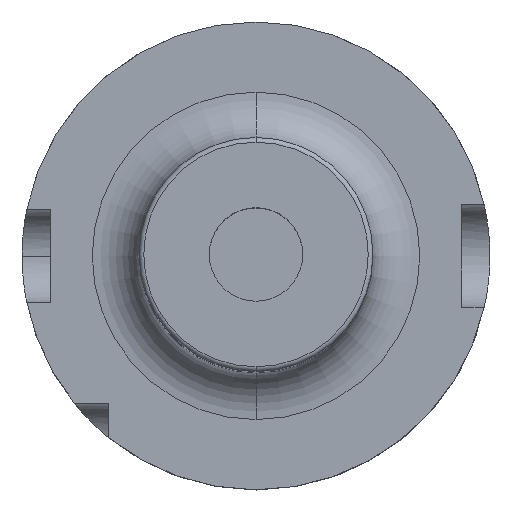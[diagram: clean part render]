
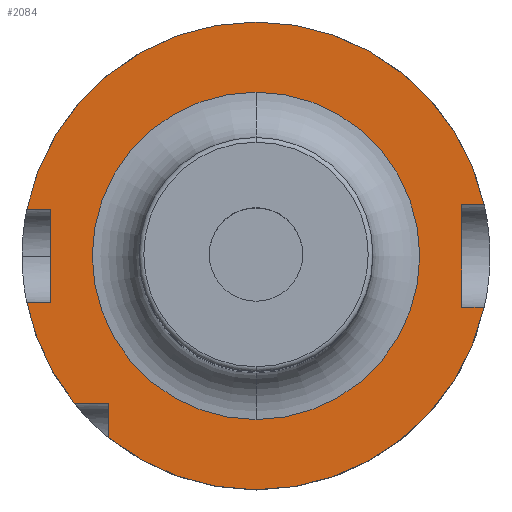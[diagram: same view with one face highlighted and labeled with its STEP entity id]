
A CAD part, top view. The second image highlights one B-rep face of the part: STEP entity #2084.
In plain terms, the highlighted planar face has unit normal (0, 0, 1).
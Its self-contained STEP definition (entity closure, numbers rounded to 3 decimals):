
#4 = EDGE_CURVE ( 'NONE', #1777, #2947, #2870, .T. ) ;
#10 = DIRECTION ( 'NONE',  ( 0., -1., 0. ) ) ;
#37 = AXIS2_PLACEMENT_3D ( 'NONE', #953, #1928, #2685 ) ;
#45 = VECTOR ( 'NONE', #2588, 1000. ) ;
#54 = ORIENTED_EDGE ( 'NONE', *, *, #1239, .T. ) ;
#120 = LINE ( 'NONE', #682, #2572 ) ;
#127 = ORIENTED_EDGE ( 'NONE', *, *, #1314, .F. ) ;
#172 = CARTESIAN_POINT ( 'NONE',  ( 44., 11., 29. ) ) ;
#204 = CARTESIAN_POINT ( 'NONE',  ( 0., 0., 29. ) ) ;
#206 = ORIENTED_EDGE ( 'NONE', *, *, #2861, .T. ) ;
#215 = DIRECTION ( 'NONE',  ( 0., 0., -1. ) ) ;
#254 = DIRECTION ( 'NONE',  ( 0., 1., 0. ) ) ;
#265 = LINE ( 'NONE', #2150, #854 ) ;
#275 = VERTEX_POINT ( 'NONE', #2852 ) ;
#293 = CARTESIAN_POINT ( 'NONE',  ( -48.99, 10., 29. ) ) ;
#347 = EDGE_CURVE ( 'NONE', #1567, #2801, #265, .T. ) ;
#444 = DIRECTION ( 'NONE',  ( 0., 0., 1. ) ) ;
#459 = CIRCLE ( 'NONE', #37, 50. ) ;
#475 = DIRECTION ( 'NONE',  ( 0., 1., 0. ) ) ;
#482 = ORIENTED_EDGE ( 'NONE', *, *, #1839, .F. ) ;
#497 = CARTESIAN_POINT ( 'NONE',  ( -48.99, -10., 29. ) ) ;
#513 = CARTESIAN_POINT ( 'NONE',  ( -31.5, -38.83, 29. ) ) ;
#517 = EDGE_CURVE ( 'NONE', #2060, #1657, #1838, .T. ) ;
#553 = DIRECTION ( 'NONE',  ( 0., 0., -1. ) ) ;
#677 = FACE_BOUND ( 'NONE', #1312, .T. ) ;
#682 = CARTESIAN_POINT ( 'NONE',  ( 0., -31.5, 29. ) ) ;
#718 = VECTOR ( 'NONE', #2356, 1000. ) ;
#728 = CARTESIAN_POINT ( 'NONE',  ( -31.5, 25., 29. ) ) ;
#750 = LINE ( 'NONE', #1685, #718 ) ;
#836 = VERTEX_POINT ( 'NONE', #1823 ) ;
#846 = DIRECTION ( 'NONE',  ( 0., -1., 0. ) ) ;
#854 = VECTOR ( 'NONE', #2413, 1000. ) ;
#858 = CARTESIAN_POINT ( 'NONE',  ( 0., 0., 29. ) ) ;
#876 = EDGE_LOOP ( 'NONE', ( #127, #1265, #1137, #2546, #482, #1305, #1627, #1386, #2476, #54, #2769, #2732 ) ) ;
#886 = CARTESIAN_POINT ( 'NONE',  ( -44., -10., 29. ) ) ;
#919 = VECTOR ( 'NONE', #1746, 1000. ) ;
#923 = CIRCLE ( 'NONE', #1288, 35. ) ;
#932 = CARTESIAN_POINT ( 'NONE',  ( 0., 25., 29. ) ) ;
#936 = VERTEX_POINT ( 'NONE', #1605 ) ;
#953 = CARTESIAN_POINT ( 'NONE',  ( 0., 0., 29. ) ) ;
#983 = DIRECTION ( 'NONE',  ( 0., 1., 0. ) ) ;
#990 = EDGE_CURVE ( 'NONE', #836, #275, #1973, .T. ) ;
#995 = LINE ( 'NONE', #2199, #919 ) ;
#1080 = CARTESIAN_POINT ( 'NONE',  ( -44., 10., 29. ) ) ;
#1092 = EDGE_CURVE ( 'NONE', #2947, #2917, #750, .T. ) ;
#1135 = VERTEX_POINT ( 'NONE', #172 ) ;
#1137 = ORIENTED_EDGE ( 'NONE', *, *, #2657, .F. ) ;
#1143 = DIRECTION ( 'NONE',  ( 0., 0., -1. ) ) ;
#1154 = VECTOR ( 'NONE', #254, 1000. ) ;
#1173 = PLANE ( 'NONE',  #2893 ) ;
#1182 = AXIS2_PLACEMENT_3D ( 'NONE', #858, #2694, #2653 ) ;
#1236 = CARTESIAN_POINT ( 'NONE',  ( 48.775, 11., 29. ) ) ;
#1239 = EDGE_CURVE ( 'NONE', #1567, #2917, #1364, .T. ) ;
#1265 = ORIENTED_EDGE ( 'NONE', *, *, #517, .F. ) ;
#1288 = AXIS2_PLACEMENT_3D ( 'NONE', #204, #215, #846 ) ;
#1305 = ORIENTED_EDGE ( 'NONE', *, *, #2331, .T. ) ;
#1312 = EDGE_LOOP ( 'NONE', ( #2333, #206 ) ) ;
#1314 = EDGE_CURVE ( 'NONE', #1657, #1777, #120, .T. ) ;
#1364 = LINE ( 'NONE', #886, #2035 ) ;
#1372 = CARTESIAN_POINT ( 'NONE',  ( -38.83, -31.5, 29. ) ) ;
#1386 = ORIENTED_EDGE ( 'NONE', *, *, #2124, .F. ) ;
#1468 = CIRCLE ( 'NONE', #2433, 50. ) ;
#1567 = VERTEX_POINT ( 'NONE', #1080 ) ;
#1605 = CARTESIAN_POINT ( 'NONE',  ( 0., 35., 29. ) ) ;
#1627 = ORIENTED_EDGE ( 'NONE', *, *, #2061, .F. ) ;
#1657 = VERTEX_POINT ( 'NONE', #2496 ) ;
#1658 = CARTESIAN_POINT ( 'NONE',  ( -44., -10., 29. ) ) ;
#1685 = CARTESIAN_POINT ( 'NONE',  ( 0., -10., 29. ) ) ;
#1689 = EDGE_CURVE ( 'NONE', #2772, #936, #923, .T. ) ;
#1691 = CARTESIAN_POINT ( 'NONE',  ( 0., -35., 29. ) ) ;
#1746 = DIRECTION ( 'NONE',  ( 1., 0., 0. ) ) ;
#1761 = VECTOR ( 'NONE', #2023, 1000. ) ;
#1777 = VERTEX_POINT ( 'NONE', #1372 ) ;
#1823 = CARTESIAN_POINT ( 'NONE',  ( 48.775, -11., 29. ) ) ;
#1838 = LINE ( 'NONE', #728, #1154 ) ;
#1839 = EDGE_CURVE ( 'NONE', #1135, #275, #2678, .T. ) ;
#1843 = CARTESIAN_POINT ( 'NONE',  ( 44., -11., 29. ) ) ;
#1855 = VERTEX_POINT ( 'NONE', #1236 ) ;
#1874 = CARTESIAN_POINT ( 'NONE',  ( 0., 50., 29. ) ) ;
#1928 = DIRECTION ( 'NONE',  ( 0., 0., -1. ) ) ;
#1973 = LINE ( 'NONE', #2518, #1761 ) ;
#2023 = DIRECTION ( 'NONE',  ( -1., 0., 0. ) ) ;
#2035 = VECTOR ( 'NONE', #10, 1000. ) ;
#2060 = VERTEX_POINT ( 'NONE', #513 ) ;
#2061 = EDGE_CURVE ( 'NONE', #2191, #1855, #459, .T. ) ;
#2084 = ADVANCED_FACE ( 'NONE', ( #677, #2529 ), #1173, .T. ) ;
#2124 = EDGE_CURVE ( 'NONE', #2801, #2191, #1468, .T. ) ;
#2150 = CARTESIAN_POINT ( 'NONE',  ( 0., 10., 29. ) ) ;
#2172 = AXIS2_PLACEMENT_3D ( 'NONE', #2824, #553, #983 ) ;
#2191 = VERTEX_POINT ( 'NONE', #1874 ) ;
#2199 = CARTESIAN_POINT ( 'NONE',  ( 0., 11., 29. ) ) ;
#2269 = DIRECTION ( 'NONE',  ( 0., 0., -1. ) ) ;
#2302 = DIRECTION ( 'NONE',  ( -1., 0., 0. ) ) ;
#2323 = CIRCLE ( 'NONE', #1182, 35. ) ;
#2331 = EDGE_CURVE ( 'NONE', #1135, #1855, #995, .T. ) ;
#2333 = ORIENTED_EDGE ( 'NONE', *, *, #1689, .T. ) ;
#2356 = DIRECTION ( 'NONE',  ( 1., 0., 0. ) ) ;
#2413 = DIRECTION ( 'NONE',  ( -1., 0., 0. ) ) ;
#2433 = AXIS2_PLACEMENT_3D ( 'NONE', #2514, #1143, #475 ) ;
#2476 = ORIENTED_EDGE ( 'NONE', *, *, #347, .F. ) ;
#2496 = CARTESIAN_POINT ( 'NONE',  ( -31.5, -31.5, 29. ) ) ;
#2497 = DIRECTION ( 'NONE',  ( 0., 1., 0. ) ) ;
#2514 = CARTESIAN_POINT ( 'NONE',  ( 0., 0., 29. ) ) ;
#2518 = CARTESIAN_POINT ( 'NONE',  ( 0., -11., 29. ) ) ;
#2529 = FACE_OUTER_BOUND ( 'NONE', #876, .T. ) ;
#2546 = ORIENTED_EDGE ( 'NONE', *, *, #990, .T. ) ;
#2572 = VECTOR ( 'NONE', #2302, 1000. ) ;
#2588 = DIRECTION ( 'NONE',  ( 0., -1., 0. ) ) ;
#2647 = AXIS2_PLACEMENT_3D ( 'NONE', #2708, #2269, #2497 ) ;
#2653 = DIRECTION ( 'NONE',  ( 0., -1., 0. ) ) ;
#2657 = EDGE_CURVE ( 'NONE', #836, #2060, #2892, .T. ) ;
#2678 = LINE ( 'NONE', #1843, #45 ) ;
#2685 = DIRECTION ( 'NONE',  ( 0., 1., 0. ) ) ;
#2694 = DIRECTION ( 'NONE',  ( 0., 0., -1. ) ) ;
#2708 = CARTESIAN_POINT ( 'NONE',  ( 0., 0., 29. ) ) ;
#2732 = ORIENTED_EDGE ( 'NONE', *, *, #4, .F. ) ;
#2763 = DIRECTION ( 'NONE',  ( 0., -1., 0. ) ) ;
#2769 = ORIENTED_EDGE ( 'NONE', *, *, #1092, .F. ) ;
#2772 = VERTEX_POINT ( 'NONE', #1691 ) ;
#2801 = VERTEX_POINT ( 'NONE', #293 ) ;
#2824 = CARTESIAN_POINT ( 'NONE',  ( 0., 0., 29. ) ) ;
#2852 = CARTESIAN_POINT ( 'NONE',  ( 44., -11., 29. ) ) ;
#2861 = EDGE_CURVE ( 'NONE', #936, #2772, #2323, .T. ) ;
#2870 = CIRCLE ( 'NONE', #2172, 50. ) ;
#2892 = CIRCLE ( 'NONE', #2647, 50. ) ;
#2893 = AXIS2_PLACEMENT_3D ( 'NONE', #932, #444, #2763 ) ;
#2917 = VERTEX_POINT ( 'NONE', #1658 ) ;
#2947 = VERTEX_POINT ( 'NONE', #497 ) ;
